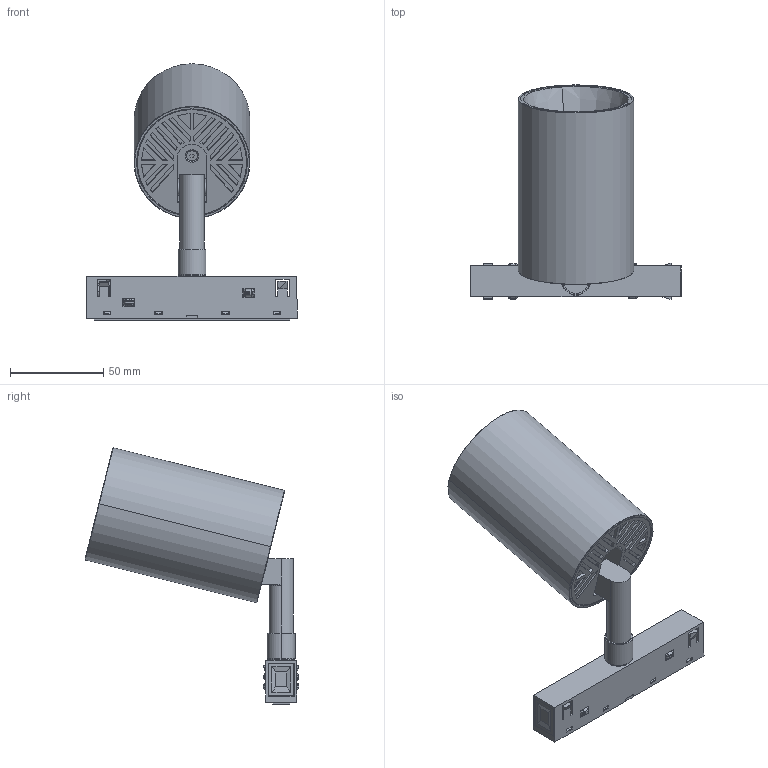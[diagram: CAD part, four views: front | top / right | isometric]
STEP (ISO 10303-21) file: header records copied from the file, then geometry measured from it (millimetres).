
FILE_DESCRIPTION (( 'STEP AP203' ), '1' );
FILE_NAME ('S-201-A3.STEP', '2022-07-08T07:15:40', ( 'ylmfeng' ), ( 'ylmfeng.com' ), 'SwSTEP 2.0', 'SolidWorks 2018', '' );
FILE_SCHEMA (( 'CONFIG_CONTROL_DESIGN' ));
Length unit declared in the file: millimetre
Products named in the file (34): 攝韓菜え; 201-A3ヶ欶迵芵噩郪璃; D50-透镜+透镜支架+光源支架+盖板支架-E; 麥芛囀鞠褒蹟佪M3X16; 棠柲唅蛌結遠; 短款电源盒上盖组件; 201-A2蟀諉芛; 粟銅3; S-201-A3; 絳萇肣え-A; 201-A3翋极; 埴芛坋趼蹟佪M4X22; 棠沺遺; 25X5X2棠沺; 201-A3散热器; 傻遴萇埭碟狟裔; 201-B1牷啊盓殤; 201-A3腑芠; 棠沺郪璃; 埴芛坋趼蹟佪M3X6; 萇埭碟偌瑩; M4滅侂蹟譫; 201-A3腑极; 磁吸驱动-普通款; 棠柲唅蛌裔; 201-A3綴裔; BRIDGELUX V8E嫖埭; 201-A3ヶ欶; 傻遴萇埭碟奻裔; 偌瑩苤粟銅; 絳萇肣え-B; ｳﾁﾍｷﾊｮﾗﾖﾗﾔｹ･ﾂﾝﾋｿ M2.5X5; 20傻遴萇埭碟; 棠柲蛌唅挴誹
Assembly tree (41 placements, depth 5):
  S-201-A3
    20傻遴萇埭碟
      傻遴萇埭碟狟裔
      絳萇肣え-A  x2
      絳萇肣え-B  x2
      棠柲唅蛌裔
      棠柲蛌唅挴誹
      棠柲唅蛌結遠
      短款电源盒上盖组件
        傻遴萇埭碟奻裔
        棠沺郪璃  x2
          棠沺遺
          25X5X2棠沺
      磁吸驱动-普通款
      萇埭碟偌瑩
      偌瑩苤粟銅
      粟銅3  x4
      ｳﾁﾍｷﾊｮﾗﾖﾗﾔｹ･ﾂﾝﾋｿ M2.5X5  x2
    攝韓菜え
    201-B1牷啊盓殤
    201-A3翋极
      201-A3腑极
        201-A3腑芠
        201-A3散热器
      BRIDGELUX V8E嫖埭
      201-A3ヶ欶迵芵噩郪璃
        201-A3ヶ欶
        D50-透镜+透镜支架+光源支架+盖板支架-E
      201-A3綴裔
      麥芛囀鞠褒蹟佪M3X16
      埴芛坋趼蹟佪M3X6  x2
    M4滅侂蹟譫
    埴芛坋趼蹟佪M4X22
    201-A2蟀諉芛
Bounding box: 113 x 114.71 x 137.48 mm (x, y, z)
Volume: 137617.5 mm3; surface area: 135987 mm2
Topology: 41 solids, 51 shells, 3536 faces, 9680 edges, 6254 vertices
Faces by surface type: plane 2051, cylinder 662, bspline 462, cone 260, torus 53, sphere 48
Entity records: 124299 total; most frequent: CARTESIAN_POINT 38629, ORIENTED_EDGE 18200, DIRECTION 15525, EDGE_CURVE 9100, VERTEX_POINT 5935, LINE 5691, VECTOR 5691, AXIS2_PLACEMENT_3D 4917
